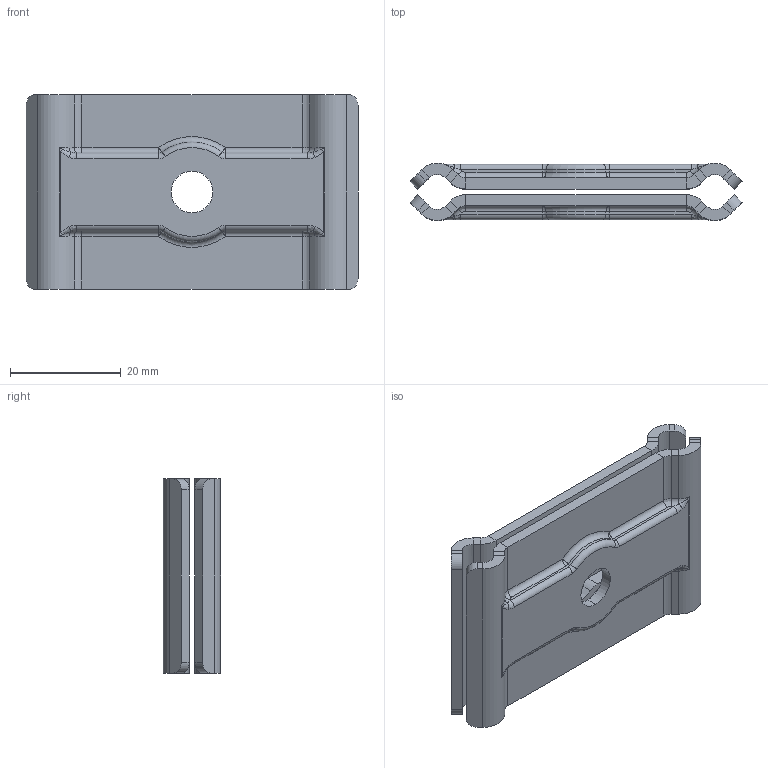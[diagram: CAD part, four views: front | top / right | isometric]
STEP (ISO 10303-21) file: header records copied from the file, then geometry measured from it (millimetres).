
FILE_DESCRIPTION((''),'2;1');
FILE_NAME('ZSW_ASM','2020-03-10T09:47:49',('tomasz.grudniewski'),(''),'CREO PARAMETRIC BY PTC INC, 2019080','CREO PARAMETRIC BY PTC INC, 2019080','');
FILE_SCHEMA(('CONFIG_CONTROL_DESIGN'));
Length unit declared in the file: millimetre
Products named in the file (2): ZSW; ZSW_ASM
Assembly tree (2 placements, depth 2):
  ZSW_ASM
    ZSW  x2
Bounding box: 59.83 x 10.31 x 35 mm (x, y, z)
Volume: 9365.7 mm3; surface area: 10060.4 mm2
Topology: 2 solids, 2 shells, 244 faces, 560 edges, 320 vertices
Faces by surface type: plane 92, cylinder 88, bspline 30, torus 26, sphere 8
Entity records: 3849 total; most frequent: CARTESIAN_POINT 1069, DIRECTION 592, ORIENTED_EDGE 560, EDGE_CURVE 280, AXIS2_PLACEMENT_3D 228, VERTEX_POINT 160, VECTOR 136, LINE 136
